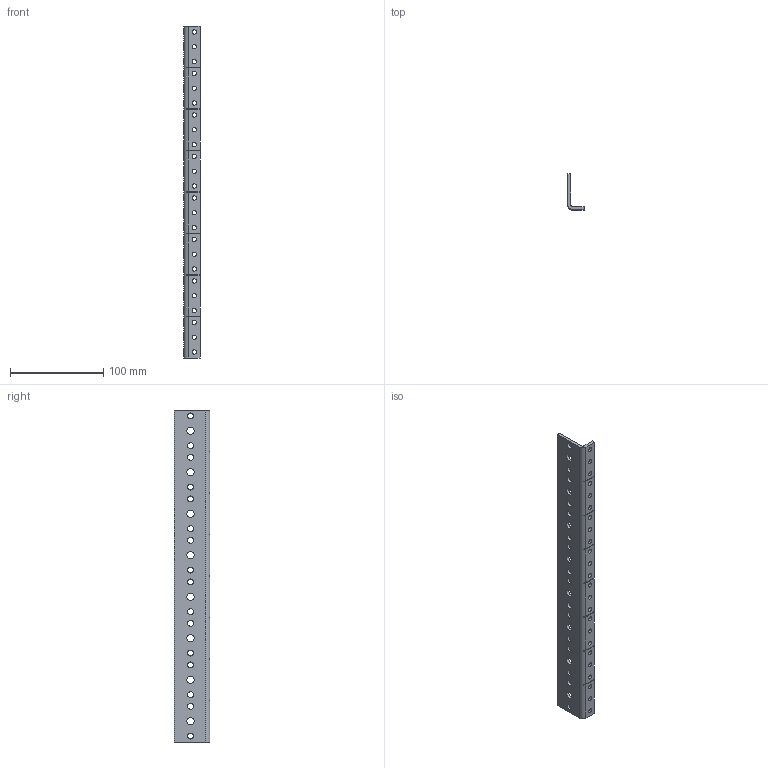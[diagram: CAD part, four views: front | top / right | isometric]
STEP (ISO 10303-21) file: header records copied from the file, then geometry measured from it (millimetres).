
FILE_DESCRIPTION(('FreeCAD Model'),'2;1');
FILE_NAME('Open CASCADE Shape Model','2025-01-26T18:07:43',(''),(''), 'Open CASCADE STEP processor 7.7','FreeCAD','Unknown');
FILE_SCHEMA(('AUTOMOTIVE_DESIGN { 1 0 10303 214 1 1 1 1 }'));
Length unit declared in the file: millimetre
Products named in the file (1): LinearPattern003
Bounding box: 17.46 x 38.1 x 355.6 mm (x, y, z)
Volume: 53345 mm3; surface area: 39121.4 mm2
Topology: 1 solids, 1 shells, 86 faces, 252 edges, 168 vertices
Faces by surface type: cylinder 50, plane 36
Full cylindrical faces by diameter (mm): 4.763 x24, 6.35 x16, 7.938 x8
Entity records: 3124 total; most frequent: DIRECTION 540, CARTESIAN_POINT 507, ORIENTED_EDGE 504, EDGE_CURVE 252, AXIS2_PLACEMENT_3D 201, FACE_BOUND 182, EDGE_LOOP 182, VERTEX_POINT 168
